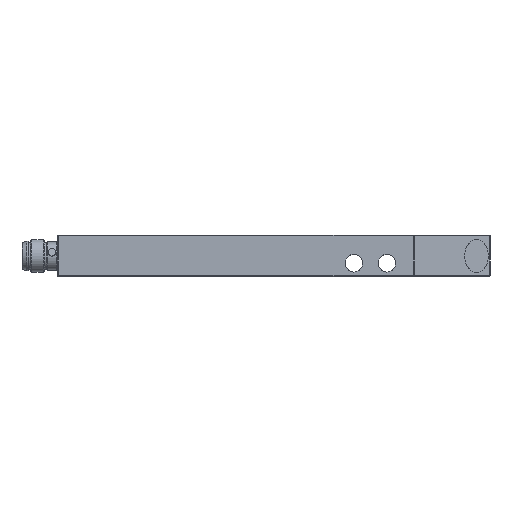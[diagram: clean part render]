
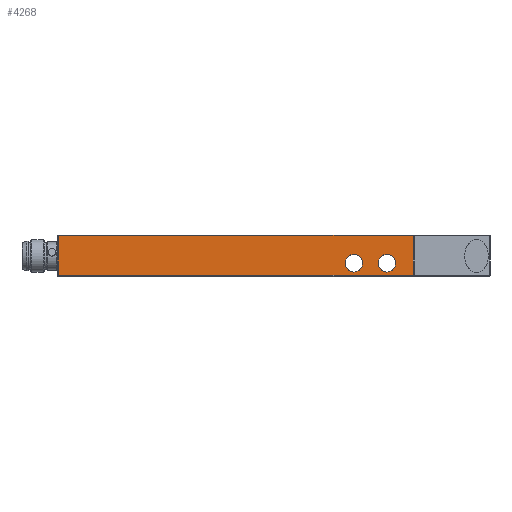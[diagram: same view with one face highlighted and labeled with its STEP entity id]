
A CAD part, front view. The second image highlights one B-rep face of the part: STEP entity #4268.
In plain terms, the highlighted planar face has unit normal (0, -1, 0).
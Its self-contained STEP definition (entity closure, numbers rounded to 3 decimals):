
#238=FACE_BOUND('',#945,.T.);
#239=FACE_BOUND('',#946,.T.);
#400=CIRCLE('',#4691,2.15);
#401=CIRCLE('',#4692,2.15);
#402=CIRCLE('',#4693,2.15);
#403=CIRCLE('',#4694,2.15);
#662=FACE_OUTER_BOUND('',#944,.T.);
#944=EDGE_LOOP('',(#3267,#3268,#3269,#3270));
#945=EDGE_LOOP('',(#3271,#3272));
#946=EDGE_LOOP('',(#3273,#3274));
#1284=LINE('',#7193,#1561);
#1289=LINE('',#7219,#1566);
#1290=LINE('',#7221,#1567);
#1291=LINE('',#7222,#1568);
#1561=VECTOR('',#5646,10.);
#1566=VECTOR('',#5675,10.);
#1567=VECTOR('',#5676,10.);
#1568=VECTOR('',#5677,10.);
#1903=VERTEX_POINT('',#7190);
#1904=VERTEX_POINT('',#7192);
#1913=VERTEX_POINT('',#7218);
#1914=VERTEX_POINT('',#7220);
#1915=VERTEX_POINT('',#7223);
#1916=VERTEX_POINT('',#7224);
#1917=VERTEX_POINT('',#7227);
#1918=VERTEX_POINT('',#7228);
#2395=EDGE_CURVE('',#1903,#1904,#1284,.T.);
#2410=EDGE_CURVE('',#1913,#1903,#1289,.T.);
#2411=EDGE_CURVE('',#1914,#1913,#1290,.T.);
#2412=EDGE_CURVE('',#1904,#1914,#1291,.T.);
#2413=EDGE_CURVE('',#1915,#1916,#400,.T.);
#2414=EDGE_CURVE('',#1916,#1915,#401,.T.);
#2415=EDGE_CURVE('',#1917,#1918,#402,.T.);
#2416=EDGE_CURVE('',#1918,#1917,#403,.T.);
#3267=ORIENTED_EDGE('',*,*,#2410,.F.);
#3268=ORIENTED_EDGE('',*,*,#2411,.F.);
#3269=ORIENTED_EDGE('',*,*,#2412,.F.);
#3270=ORIENTED_EDGE('',*,*,#2395,.F.);
#3271=ORIENTED_EDGE('',*,*,#2413,.T.);
#3272=ORIENTED_EDGE('',*,*,#2414,.T.);
#3273=ORIENTED_EDGE('',*,*,#2415,.T.);
#3274=ORIENTED_EDGE('',*,*,#2416,.T.);
#3988=PLANE('',#4690);
#4268=ADVANCED_FACE('',(#662,#238,#239),#3988,.T.);
#4690=AXIS2_PLACEMENT_3D('',#7217,#5673,#5674);
#4691=AXIS2_PLACEMENT_3D('',#7225,#5678,#5679);
#4692=AXIS2_PLACEMENT_3D('',#7226,#5680,#5681);
#4693=AXIS2_PLACEMENT_3D('',#7229,#5682,#5683);
#4694=AXIS2_PLACEMENT_3D('',#7230,#5684,#5685);
#5646=DIRECTION('',(1.,0.,0.));
#5673=DIRECTION('center_axis',(0.,-1.,0.));
#5674=DIRECTION('ref_axis',(1.,0.,0.));
#5675=DIRECTION('',(0.,0.,1.));
#5676=DIRECTION('',(-1.,0.,0.));
#5677=DIRECTION('',(0.,0.,-1.));
#5678=DIRECTION('center_axis',(0.,1.,0.));
#5679=DIRECTION('ref_axis',(1.,0.,0.));
#5680=DIRECTION('center_axis',(0.,1.,0.));
#5681=DIRECTION('ref_axis',(1.,0.,0.));
#5682=DIRECTION('center_axis',(0.,1.,0.));
#5683=DIRECTION('ref_axis',(1.,0.,0.));
#5684=DIRECTION('center_axis',(0.,1.,0.));
#5685=DIRECTION('ref_axis',(1.,0.,0.));
#7190=CARTESIAN_POINT('',(0.3,0.,10.));
#7192=CARTESIAN_POINT('',(86.376,0.,10.));
#7193=CARTESIAN_POINT('',(0.,0.,10.));
#7217=CARTESIAN_POINT('Origin',(0.,0.,0.));
#7218=CARTESIAN_POINT('',(0.3,0.,0.3));
#7219=CARTESIAN_POINT('',(0.3,0.,0.));
#7220=CARTESIAN_POINT('',(86.376,0.,0.3));
#7221=CARTESIAN_POINT('',(26.25,0.,0.3));
#7222=CARTESIAN_POINT('',(86.376,0.,5.));
#7223=CARTESIAN_POINT('',(74.15,0.,3.25));
#7224=CARTESIAN_POINT('',(69.85,0.,3.25));
#7225=CARTESIAN_POINT('Origin',(72.,0.,3.25));
#7226=CARTESIAN_POINT('Origin',(72.,0.,3.25));
#7227=CARTESIAN_POINT('',(82.15,0.,3.25));
#7228=CARTESIAN_POINT('',(77.85,0.,3.25));
#7229=CARTESIAN_POINT('Origin',(80.,0.,3.25));
#7230=CARTESIAN_POINT('Origin',(80.,0.,3.25));
